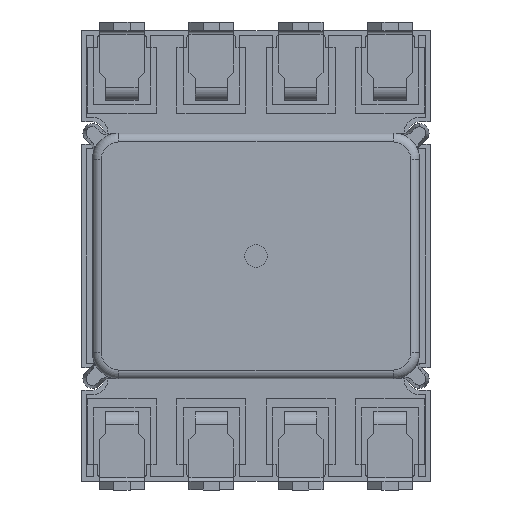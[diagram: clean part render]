
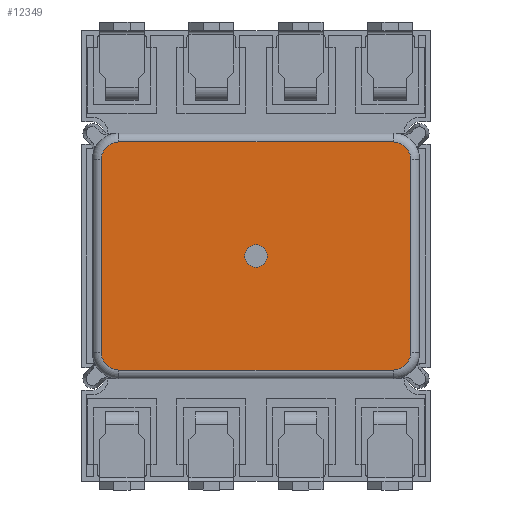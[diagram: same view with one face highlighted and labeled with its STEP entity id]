
A CAD part, front view. The second image highlights one B-rep face of the part: STEP entity #12349.
In plain terms, the highlighted face is planar.
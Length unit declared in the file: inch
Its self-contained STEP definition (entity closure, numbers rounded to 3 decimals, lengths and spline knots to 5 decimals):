
#1387 = EDGE_CURVE ( 'NONE', #15051, #15035, #3494, .T. ) ;
#1447 = EDGE_CURVE ( 'NONE', #15124, #15150, #3577, .T. ) ;
#1459 = EDGE_CURVE ( 'NONE', #15123, #15124, #3597, .T. ) ;
#1467 = EDGE_CURVE ( 'NONE', #15177, #15142, #3585, .T. ) ;
#1492 = EDGE_CURVE ( 'NONE', #15150, #15136, #3671, .T. ) ;
#1507 = EDGE_CURVE ( 'NONE', #15142, #15140, #3661, .T. ) ;
#1533 = EDGE_CURVE ( 'NONE', #15136, #15177, #3665, .T. ) ;
#1548 = EDGE_CURVE ( 'NONE', #15148, #15123, #3709, .T. ) ;
#1550 = EDGE_CURVE ( 'NONE', #15035, #15051, #3690, .T. ) ;
#1562 = EDGE_CURVE ( 'NONE', #15140, #15148, #3764, .T. ) ;
#2422 = AXIS2_PLACEMENT_3D ( 'NONE', #4716, #4689, #4727 ) ;
#2430 = AXIS2_PLACEMENT_3D ( 'NONE', #4506, #4469, #4473 ) ;
#2444 = AXIS2_PLACEMENT_3D ( 'NONE', #4656, #4711, #4705 ) ;
#2452 = AXIS2_PLACEMENT_3D ( 'NONE', #5004, #4994, #5015 ) ;
#2457 = AXIS2_PLACEMENT_3D ( 'NONE', #4960, #4977, #4970 ) ;
#2465 = AXIS2_PLACEMENT_3D ( 'NONE', #4797, #4784, #4774 ) ;
#2615 = AXIS2_PLACEMENT_3D ( 'NONE', #7509, #7503, #7522 ) ;
#3494 = CIRCLE ( 'NONE', #2430, 0.0125 ) ;
#3565 = VECTOR ( 'NONE', #4657, 39.37008 ) ;
#3577 = LINE ( 'NONE', #4653, #3565 ) ;
#3585 = CIRCLE ( 'NONE', #2422, 0.01953 ) ;
#3597 = CIRCLE ( 'NONE', #2444, 0.01953 ) ;
#3634 = VECTOR ( 'NONE', #4818, 39.37008 ) ;
#3661 = LINE ( 'NONE', #4821, #3634 ) ;
#3665 = LINE ( 'NONE', #4925, #3676 ) ;
#3671 = CIRCLE ( 'NONE', #2465, 0.01953 ) ;
#3676 = VECTOR ( 'NONE', #4931, 39.37008 ) ;
#3690 = CIRCLE ( 'NONE', #2457, 0.0125 ) ;
#3709 = LINE ( 'NONE', #4959, #3710 ) ;
#3710 = VECTOR ( 'NONE', #4958, 39.37008 ) ;
#3764 = CIRCLE ( 'NONE', #2452, 0.01953 ) ;
#4469 = DIRECTION ( 'NONE',  ( 0., 1., 0. ) ) ;
#4473 = DIRECTION ( 'NONE',  ( 0., 0., 1. ) ) ;
#4506 = CARTESIAN_POINT ( 'NONE',  ( 0., 0.1063, 0. ) ) ;
#4653 = CARTESIAN_POINT ( 'NONE',  ( -0.15354, 0.1063, -0.1276 ) ) ;
#4656 = CARTESIAN_POINT ( 'NONE',  ( 0.15354, 0.1063, -0.10807 ) ) ;
#4657 = DIRECTION ( 'NONE',  ( -1., 0., 0. ) ) ;
#4689 = DIRECTION ( 'NONE',  ( 0., 1., 0. ) ) ;
#4705 = DIRECTION ( 'NONE',  ( 0., 0., 1. ) ) ;
#4711 = DIRECTION ( 'NONE',  ( 0., 1., 0. ) ) ;
#4716 = CARTESIAN_POINT ( 'NONE',  ( -0.15354, 0.1063, 0.10807 ) ) ;
#4727 = DIRECTION ( 'NONE',  ( 0., 0., 1. ) ) ;
#4774 = DIRECTION ( 'NONE',  ( 0., 0., 1. ) ) ;
#4784 = DIRECTION ( 'NONE',  ( 0., 1., 0. ) ) ;
#4797 = CARTESIAN_POINT ( 'NONE',  ( -0.15354, 0.1063, -0.10807 ) ) ;
#4818 = DIRECTION ( 'NONE',  ( 1., 0., 0. ) ) ;
#4821 = CARTESIAN_POINT ( 'NONE',  ( 0.15354, 0.1063, 0.1276 ) ) ;
#4925 = CARTESIAN_POINT ( 'NONE',  ( -0.17307, 0.1063, 0.10807 ) ) ;
#4931 = DIRECTION ( 'NONE',  ( 0., 0., 1. ) ) ;
#4958 = DIRECTION ( 'NONE',  ( 0., 0., -1. ) ) ;
#4959 = CARTESIAN_POINT ( 'NONE',  ( 0.17307, 0.1063, -0.10807 ) ) ;
#4960 = CARTESIAN_POINT ( 'NONE',  ( 0., 0.1063, 0. ) ) ;
#4970 = DIRECTION ( 'NONE',  ( 0., 0., 1. ) ) ;
#4977 = DIRECTION ( 'NONE',  ( 0., 1., 0. ) ) ;
#4994 = DIRECTION ( 'NONE',  ( 0., 1., 0. ) ) ;
#5004 = CARTESIAN_POINT ( 'NONE',  ( 0.15354, 0.1063, 0.10807 ) ) ;
#5015 = DIRECTION ( 'NONE',  ( 0., 0., 1. ) ) ;
#6865 = FACE_BOUND ( 'NONE', #14060, .T. ) ;
#6876 = FACE_OUTER_BOUND ( 'NONE', #14019, .T. ) ;
#7503 = DIRECTION ( 'NONE',  ( 0., 1., 0. ) ) ;
#7509 = CARTESIAN_POINT ( 'NONE',  ( -0.15354, 0.1063, 0.10807 ) ) ;
#7522 = DIRECTION ( 'NONE',  ( 0., 0., 1. ) ) ;
#7524 = PLANE ( 'NONE',  #2615 ) ;
#10320 = CARTESIAN_POINT ( 'NONE',  ( 0., 0.1063, -0.0125 ) ) ;
#10366 = CARTESIAN_POINT ( 'NONE',  ( 0., 0.1063, 0.0125 ) ) ;
#10440 = CARTESIAN_POINT ( 'NONE',  ( 0.15354, 0.1063, -0.1276 ) ) ;
#10449 = CARTESIAN_POINT ( 'NONE',  ( 0.17307, 0.1063, -0.10807 ) ) ;
#10455 = CARTESIAN_POINT ( 'NONE',  ( -0.17307, 0.1063, -0.10807 ) ) ;
#10456 = CARTESIAN_POINT ( 'NONE',  ( -0.15354, 0.1063, -0.1276 ) ) ;
#10476 = CARTESIAN_POINT ( 'NONE',  ( 0.17307, 0.1063, 0.10807 ) ) ;
#10483 = CARTESIAN_POINT ( 'NONE',  ( 0.15354, 0.1063, 0.1276 ) ) ;
#10485 = CARTESIAN_POINT ( 'NONE',  ( -0.15354, 0.1063, 0.1276 ) ) ;
#10492 = CARTESIAN_POINT ( 'NONE',  ( -0.17307, 0.1063, 0.10807 ) ) ;
#12349 = ADVANCED_FACE ( 'NONE', ( #6865, #6876 ), #7524, .T. ) ;
#14019 = EDGE_LOOP ( 'NONE', ( #14440, #14425, #14471, #14463, #14464, #14433, #14458, #14465 ) ) ;
#14060 = EDGE_LOOP ( 'NONE', ( #14452, #14468 ) ) ;
#14425 = ORIENTED_EDGE ( 'NONE', *, *, #1467, .T. ) ;
#14433 = ORIENTED_EDGE ( 'NONE', *, *, #1459, .T. ) ;
#14440 = ORIENTED_EDGE ( 'NONE', *, *, #1533, .T. ) ;
#14452 = ORIENTED_EDGE ( 'NONE', *, *, #1550, .F. ) ;
#14458 = ORIENTED_EDGE ( 'NONE', *, *, #1447, .T. ) ;
#14463 = ORIENTED_EDGE ( 'NONE', *, *, #1562, .T. ) ;
#14464 = ORIENTED_EDGE ( 'NONE', *, *, #1548, .T. ) ;
#14465 = ORIENTED_EDGE ( 'NONE', *, *, #1492, .T. ) ;
#14468 = ORIENTED_EDGE ( 'NONE', *, *, #1387, .F. ) ;
#14471 = ORIENTED_EDGE ( 'NONE', *, *, #1507, .T. ) ;
#15035 = VERTEX_POINT ( 'NONE', #10366 ) ;
#15051 = VERTEX_POINT ( 'NONE', #10320 ) ;
#15123 = VERTEX_POINT ( 'NONE', #10449 ) ;
#15124 = VERTEX_POINT ( 'NONE', #10440 ) ;
#15136 = VERTEX_POINT ( 'NONE', #10455 ) ;
#15140 = VERTEX_POINT ( 'NONE', #10483 ) ;
#15142 = VERTEX_POINT ( 'NONE', #10485 ) ;
#15148 = VERTEX_POINT ( 'NONE', #10476 ) ;
#15150 = VERTEX_POINT ( 'NONE', #10456 ) ;
#15177 = VERTEX_POINT ( 'NONE', #10492 ) ;
